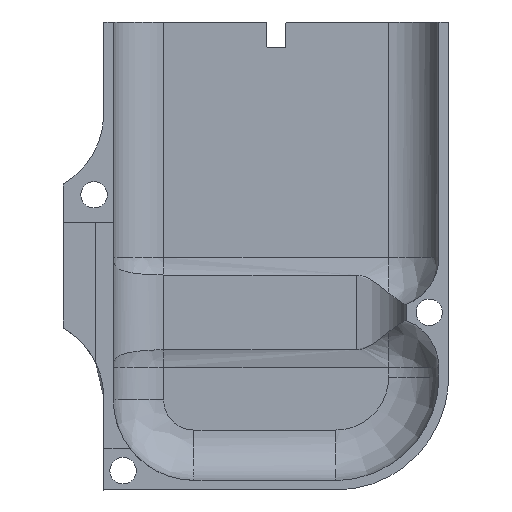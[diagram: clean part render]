
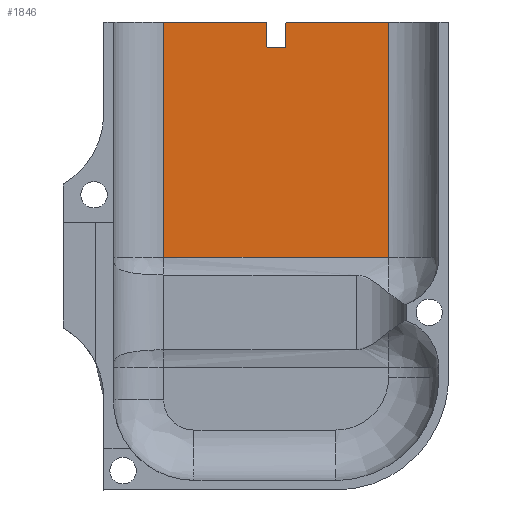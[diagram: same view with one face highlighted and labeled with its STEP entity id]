
A CAD part, front view. The second image highlights one B-rep face of the part: STEP entity #1846.
In plain terms, the highlighted planar face has unit normal (0, -1, 0).
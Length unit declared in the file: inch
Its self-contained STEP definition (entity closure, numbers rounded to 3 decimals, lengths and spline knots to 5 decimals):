
#6 = CIRCLE ( 'NONE', #2069, 0.005 ) ;
#101 = DIRECTION ( 'NONE',  ( 0., 0., -1. ) ) ;
#152 = LINE ( 'NONE', #1737, #3285 ) ;
#189 = VECTOR ( 'NONE', #101, 39.37008 ) ;
#197 = ORIENTED_EDGE ( 'NONE', *, *, #1847, .T. ) ;
#221 = VERTEX_POINT ( 'NONE', #1165 ) ;
#225 = EDGE_CURVE ( 'NONE', #2014, #3018, #2460, .T. ) ;
#230 = VERTEX_POINT ( 'NONE', #637 ) ;
#258 = ORIENTED_EDGE ( 'NONE', *, *, #2266, .T. ) ;
#270 = DIRECTION ( 'NONE',  ( 0., -1., 0. ) ) ;
#336 = EDGE_CURVE ( 'NONE', #2014, #2444, #786, .T. ) ;
#354 = CARTESIAN_POINT ( 'NONE',  ( -0.269, 0.27, -2.234 ) ) ;
#432 = DIRECTION ( 'NONE',  ( 1., 0., 0. ) ) ;
#463 = FACE_OUTER_BOUND ( 'NONE', #1292, .T. ) ;
#545 = LINE ( 'NONE', #578, #3228 ) ;
#555 = EDGE_CURVE ( 'NONE', #3018, #2989, #1689, .T. ) ;
#578 = CARTESIAN_POINT ( 'NONE',  ( 0.07999, 0.27, -2.234 ) ) ;
#596 = DIRECTION ( 'NONE',  ( -1., 0., 0. ) ) ;
#637 = CARTESIAN_POINT ( 'NONE',  ( 0.11, 0.27, -1.57769 ) ) ;
#653 = CARTESIAN_POINT ( 'NONE',  ( 0.115, 0.27, -1.50895 ) ) ;
#660 = ORIENTED_EDGE ( 'NONE', *, *, #555, .F. ) ;
#667 = VERTEX_POINT ( 'NONE', #2804 ) ;
#786 = CIRCLE ( 'NONE', #3041, 0.005 ) ;
#883 = DIRECTION ( 'NONE',  ( 1., 0., 0. ) ) ;
#947 = CARTESIAN_POINT ( 'NONE',  ( 0.05, 0.27, -1.50895 ) ) ;
#963 = CIRCLE ( 'NONE', #3273, 0.005 ) ;
#964 = CARTESIAN_POINT ( 'NONE',  ( 0.105, 0.27, -1.58269 ) ) ;
#999 = EDGE_CURVE ( 'NONE', #667, #2046, #152, .T. ) ;
#1029 = CIRCLE ( 'NONE', #2079, 0.005 ) ;
#1049 = CARTESIAN_POINT ( 'NONE',  ( 0.055, 0.27, -1.57769 ) ) ;
#1083 = DIRECTION ( 'NONE',  ( 0., 0., -1. ) ) ;
#1099 = CARTESIAN_POINT ( 'NONE',  ( -0.28296, 0.27, -1.58269 ) ) ;
#1120 = LINE ( 'NONE', #2976, #1305 ) ;
#1165 = CARTESIAN_POINT ( 'NONE',  ( 0.05, 0.27, -1.57769 ) ) ;
#1187 = CARTESIAN_POINT ( 'NONE',  ( 0.11, 0.27, -2.80448 ) ) ;
#1286 = CARTESIAN_POINT ( 'NONE',  ( 0.045, 0.27, -1.50395 ) ) ;
#1292 = EDGE_LOOP ( 'NONE', ( #1364, #1616, #2429, #197, #2454, #660, #2640, #1819, #2475, #2200, #2916, #258 ) ) ;
#1305 = VECTOR ( 'NONE', #2667, 39.37008 ) ;
#1364 = ORIENTED_EDGE ( 'NONE', *, *, #2934, .T. ) ;
#1454 = DIRECTION ( 'NONE',  ( 0., 1., 0. ) ) ;
#1468 = CARTESIAN_POINT ( 'NONE',  ( 0.055, 0.27, -1.58269 ) ) ;
#1500 = LINE ( 'NONE', #2542, #2016 ) ;
#1519 = EDGE_CURVE ( 'NONE', #3282, #2046, #6, .T. ) ;
#1616 = ORIENTED_EDGE ( 'NONE', *, *, #1519, .T. ) ;
#1689 = LINE ( 'NONE', #2738, #189 ) ;
#1713 = DIRECTION ( 'NONE',  ( 0., -1., 0. ) ) ;
#1737 = CARTESIAN_POINT ( 'NONE',  ( -0.28296, 0.27, -1.50395 ) ) ;
#1741 = EDGE_CURVE ( 'NONE', #2444, #230, #1975, .T. ) ;
#1751 = DIRECTION ( 'NONE',  ( 0., -1., 0. ) ) ;
#1787 = PLANE ( 'NONE',  #2671 ) ;
#1819 = ORIENTED_EDGE ( 'NONE', *, *, #336, .T. ) ;
#1846 = ADVANCED_FACE ( 'NONE', ( #463 ), #1787, .T. ) ;
#1847 = EDGE_CURVE ( 'NONE', #667, #2518, #1500, .T. ) ;
#1895 = DIRECTION ( 'NONE',  ( -1., 0., 0. ) ) ;
#1975 = LINE ( 'NONE', #1187, #3274 ) ;
#2014 = VERTEX_POINT ( 'NONE', #2293 ) ;
#2016 = VECTOR ( 'NONE', #2831, 39.37008 ) ;
#2046 = VERTEX_POINT ( 'NONE', #1286 ) ;
#2069 = AXIS2_PLACEMENT_3D ( 'NONE', #2406, #270, #3173 ) ;
#2074 = CARTESIAN_POINT ( 'NONE',  ( -0.28296, 0.27, -2.80448 ) ) ;
#2079 = AXIS2_PLACEMENT_3D ( 'NONE', #1049, #2891, #1083 ) ;
#2180 = EDGE_CURVE ( 'NONE', #2989, #2518, #545, .T. ) ;
#2200 = ORIENTED_EDGE ( 'NONE', *, *, #3056, .T. ) ;
#2231 = DIRECTION ( 'NONE',  ( 0., 0., -1. ) ) ;
#2266 = EDGE_CURVE ( 'NONE', #3091, #221, #1029, .T. ) ;
#2293 = CARTESIAN_POINT ( 'NONE',  ( 0.115, 0.27, -1.50395 ) ) ;
#2406 = CARTESIAN_POINT ( 'NONE',  ( 0.045, 0.27, -1.50895 ) ) ;
#2429 = ORIENTED_EDGE ( 'NONE', *, *, #999, .F. ) ;
#2444 = VERTEX_POINT ( 'NONE', #3151 ) ;
#2454 = ORIENTED_EDGE ( 'NONE', *, *, #2180, .F. ) ;
#2460 = LINE ( 'NONE', #2676, #3322 ) ;
#2475 = ORIENTED_EDGE ( 'NONE', *, *, #1741, .T. ) ;
#2486 = DIRECTION ( 'NONE',  ( 0., 0., -1. ) ) ;
#2518 = VERTEX_POINT ( 'NONE', #354 ) ;
#2542 = CARTESIAN_POINT ( 'NONE',  ( -0.269, 0.27, -1.908 ) ) ;
#2600 = LINE ( 'NONE', #1099, #3161 ) ;
#2640 = ORIENTED_EDGE ( 'NONE', *, *, #225, .F. ) ;
#2664 = VERTEX_POINT ( 'NONE', #964 ) ;
#2667 = DIRECTION ( 'NONE',  ( 0., 0., 1. ) ) ;
#2671 = AXIS2_PLACEMENT_3D ( 'NONE', #2074, #1751, #432 ) ;
#2676 = CARTESIAN_POINT ( 'NONE',  ( -0.28296, 0.27, -1.50395 ) ) ;
#2738 = CARTESIAN_POINT ( 'NONE',  ( 0.429, 0.27, -1.64 ) ) ;
#2759 = DIRECTION ( 'NONE',  ( 0., 0., -1. ) ) ;
#2803 = CARTESIAN_POINT ( 'NONE',  ( 0.429, 0.27, -1.50395 ) ) ;
#2804 = CARTESIAN_POINT ( 'NONE',  ( -0.269, 0.27, -1.50395 ) ) ;
#2831 = DIRECTION ( 'NONE',  ( 0., 0., -1. ) ) ;
#2834 = DIRECTION ( 'NONE',  ( 1., 0., 0. ) ) ;
#2891 = DIRECTION ( 'NONE',  ( 0., 1., 0. ) ) ;
#2916 = ORIENTED_EDGE ( 'NONE', *, *, #2920, .T. ) ;
#2920 = EDGE_CURVE ( 'NONE', #2664, #3091, #2600, .T. ) ;
#2934 = EDGE_CURVE ( 'NONE', #221, #3282, #1120, .T. ) ;
#2941 = CARTESIAN_POINT ( 'NONE',  ( 0.429, 0.27, -2.234 ) ) ;
#2976 = CARTESIAN_POINT ( 'NONE',  ( 0.05, 0.27, -2.80448 ) ) ;
#2989 = VERTEX_POINT ( 'NONE', #2941 ) ;
#3018 = VERTEX_POINT ( 'NONE', #2803 ) ;
#3041 = AXIS2_PLACEMENT_3D ( 'NONE', #653, #1713, #2759 ) ;
#3056 = EDGE_CURVE ( 'NONE', #230, #2664, #963, .T. ) ;
#3091 = VERTEX_POINT ( 'NONE', #1468 ) ;
#3151 = CARTESIAN_POINT ( 'NONE',  ( 0.11, 0.27, -1.50895 ) ) ;
#3161 = VECTOR ( 'NONE', #596, 39.37008 ) ;
#3173 = DIRECTION ( 'NONE',  ( 0., 0., -1. ) ) ;
#3228 = VECTOR ( 'NONE', #1895, 39.37008 ) ;
#3273 = AXIS2_PLACEMENT_3D ( 'NONE', #3321, #1454, #2486 ) ;
#3274 = VECTOR ( 'NONE', #2231, 39.37008 ) ;
#3282 = VERTEX_POINT ( 'NONE', #947 ) ;
#3285 = VECTOR ( 'NONE', #2834, 39.37008 ) ;
#3321 = CARTESIAN_POINT ( 'NONE',  ( 0.105, 0.27, -1.57769 ) ) ;
#3322 = VECTOR ( 'NONE', #883, 39.37008 ) ;
